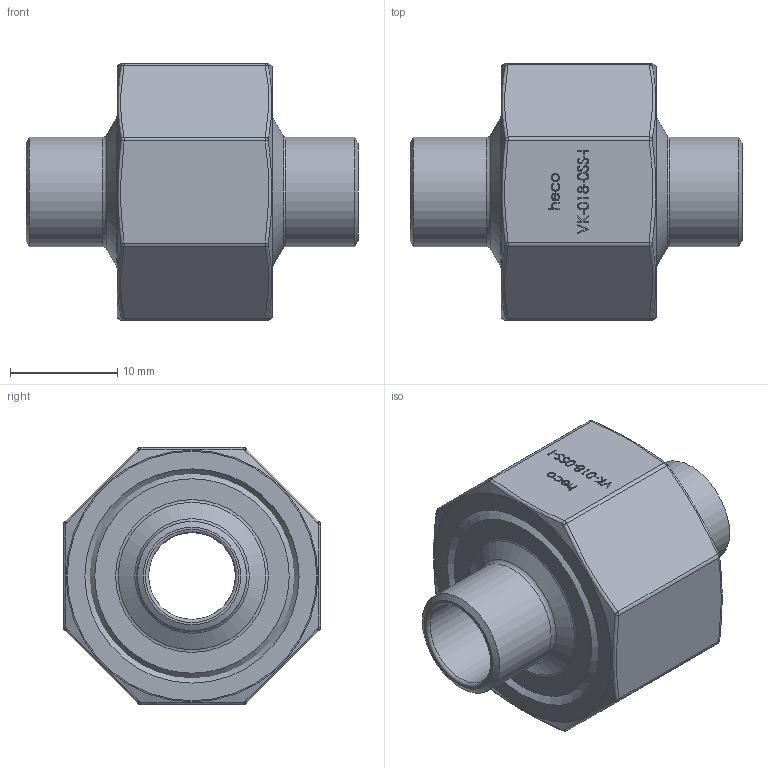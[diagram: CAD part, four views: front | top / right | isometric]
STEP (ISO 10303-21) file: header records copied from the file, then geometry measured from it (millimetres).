
FILE_DESCRIPTION (( 'STEP AP214' ), '1' );
FILE_NAME ('VK-018-0SS-I Verschraubung konisch 2201.STEP', '2022-01-31T10:01:41', ( '' ), ( '' ), 'SwSTEP 2.0', 'SolidWorks 2019', '' );
FILE_SCHEMA (( 'AUTOMOTIVE_DESIGN' ));
Length unit declared in the file: millimetre
Products named in the file (1): VK-018-0SS-I Verschraubung konisch 2201
Bounding box: 31 x 24 x 24 mm (x, y, z)
Volume: 6349.8 mm3; surface area: 5560.5 mm2
Topology: 3 solids, 3 shells, 287 faces, 705 edges, 452 vertices
Faces by surface type: bspline 132, plane 99, torus 24, cylinder 19, cone 13
Full cylindrical faces by diameter (mm): 8.1 x2, 10.2 x2, 10.5 x2, 15.5 x1, 15.7 x1, 18 x1, 18.38 x1, 20 x1
Entity records: 16976 total; most frequent: CARTESIAN_POINT 8155, ORIENTED_EDGE 1284, DIRECTION 781, EDGE_CURVE 642, VERTEX_POINT 437, EDGE_LOOP 369, FACE_OUTER_BOUND 322, UNCERTAINTY_MEASURE_WITH_UNIT 292
